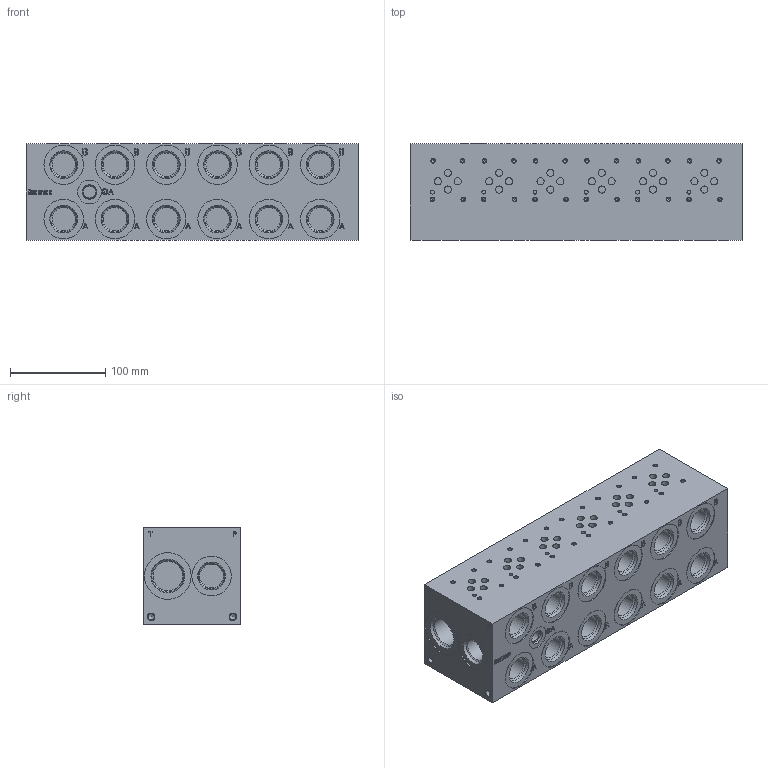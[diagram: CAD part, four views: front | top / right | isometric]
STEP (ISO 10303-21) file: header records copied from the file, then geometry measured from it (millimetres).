
FILE_DESCRIPTION( ( 'STEP AP214' ), ' ' );
FILE_NAME( 'AD03HP062S_S.stp', '2018-04-21T01:19:43', ( '' ), ( '' ), ' ', 'PARTsolutions', ' ' );
FILE_SCHEMA( ( 'AUTOMOTIVE_DESIGN { 1 0 10303 214 1 1 1 1 }' ) );
Length unit declared in the file: inch
Products named in the file (1): _AD03HP062S/S
Bounding box: 349.25 x 101.6 x 101.6 mm (x, y, z)
Volume: 3349152.4 mm3; surface area: 207364.9 mm2
Topology: 1 solids, 1 shells, 622 faces, 1431 edges, 924 vertices
Faces by surface type: plane 361, cylinder 167, cone 94
Full cylindrical faces by diameter (mm): 3.68 x24, 4.013 x6, 6.411 x4, 7.493 x24, 12.761 x1, 22.25 x1, 23.749 x1, 24.696 x14, 25.019 x1, 26.213 x1, 27.407 x1, 31.046 x2, 41.453 x14, 48.971 x2
Entity records: 21325 total; most frequent: DIRECTION 2851, CARTESIAN_POINT 2749, ORIENTED_EDGE 2414, EDGE_CURVE 1207, AXIS2_PLACEMENT_3D 1021, EDGE_LOOP 925, VERTEX_POINT 919, LINE 809
